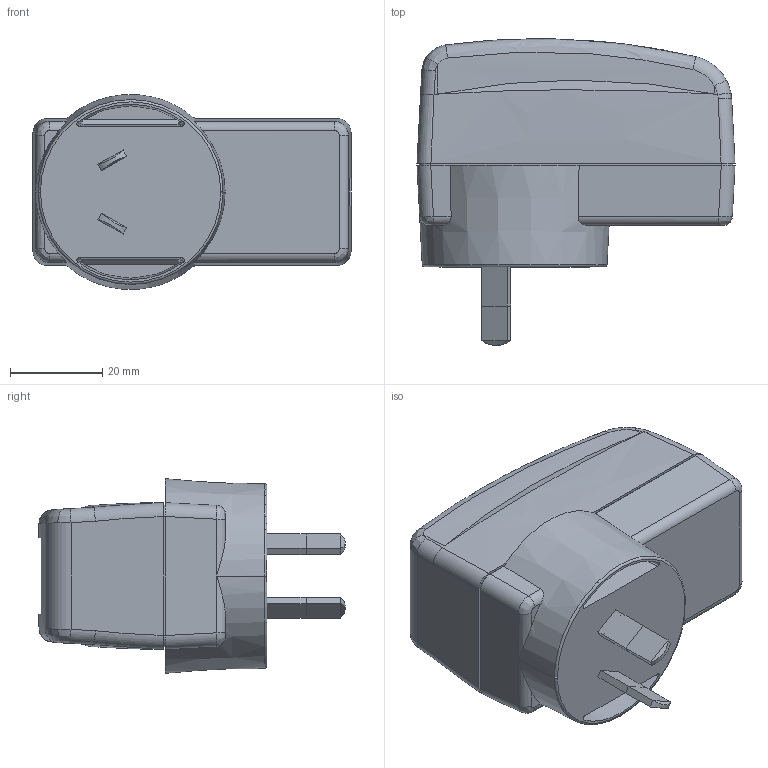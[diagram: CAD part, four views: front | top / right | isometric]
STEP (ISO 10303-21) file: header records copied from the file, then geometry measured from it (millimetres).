
FILE_DESCRIPTION((''),'2;1');
FILE_NAME('GT-86120-WWVV-X_X-W2A_ASM','2022-09-20T09:01:01',('jirenqiang'),(''),'CREO PARAMETRIC BY PTC INC, 2018050','CREO PARAMETRIC BY PTC INC, 2018050','');
FILE_SCHEMA(('CONFIG_CONTROL_DESIGN'));
Length unit declared in the file: millimetre
Products named in the file (10): TOP-1; BOT_AU_6; SJT__1_1; SJT__1_2; SJT__1_ASM; AU_PIN__1; AU_PINS1_ASM_ASM; AU-BOT_ASM_ASM; GT-86120-WWVV-X_X-W2A-1_ASM; GT-86120-WWVV-X_X-W2A_ASM
Assembly tree (10 placements, depth 6):
  GT-86120-WWVV-X_X-W2A_ASM
    GT-86120-WWVV-X_X-W2A-1_ASM
      TOP-1
      AU-BOT_ASM_ASM
        BOT_AU_6
        AU_PINS1_ASM_ASM
          SJT__1_ASM
            SJT__1_1
            SJT__1_2
          AU_PIN__1  x2
Bounding box: 69 x 66.5 x 42.22 mm (x, y, z)
Volume: 29498.8 mm3; surface area: 28024.9 mm2
Topology: 6 solids, 6 shells, 534 faces, 1362 edges, 851 vertices
Faces by surface type: plane 368, bspline 78, cylinder 51, torus 18, cone 15, extrusion 4
Entity records: 18000 total; most frequent: CARTESIAN_POINT 6421, ORIENTED_EDGE 2548, DIRECTION 2023, EDGE_CURVE 1274, VECTOR 885, LINE 881, VERTEX_POINT 793, AXIS2_PLACEMENT_3D 569
